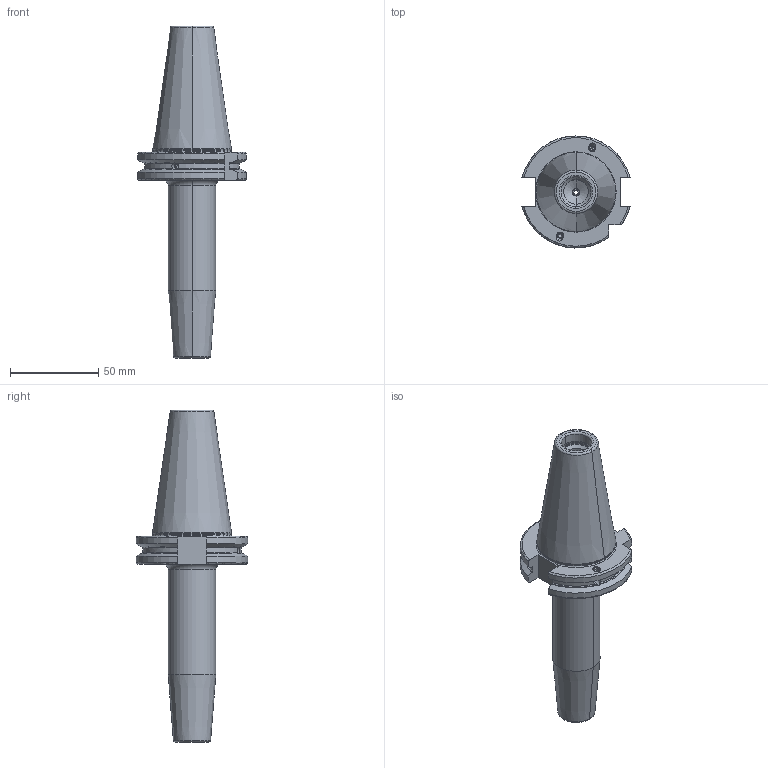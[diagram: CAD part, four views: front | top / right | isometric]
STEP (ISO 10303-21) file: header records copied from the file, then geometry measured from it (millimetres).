
FILE_DESCRIPTION((''),'2;1');
FILE_NAME('403_70_06_1','2020-08-25T',('104091'),(''),'CREO PARAMETRIC BY PTC INC, 2016260','CREO PARAMETRIC BY PTC INC, 2016260','');
FILE_SCHEMA(('CONFIG_CONTROL_DESIGN'));
Length unit declared in the file: millimetre
Products named in the file (1): 403_70_06_1
Bounding box: 61.48 x 63.54 x 188.4 mm (x, y, z)
Volume: 144308.6 mm3; surface area: 31760.7 mm2
Topology: 1 solids, 1 shells, 186 faces, 460 edges, 283 vertices
Faces by surface type: plane 57, cylinder 49, cone 46, torus 34
Entity records: 6102 total; most frequent: CARTESIAN_POINT 1671, DIRECTION 934, ORIENTED_EDGE 916, EDGE_CURVE 458, AXIS2_PLACEMENT_3D 372, VERTEX_POINT 283, EDGE_LOOP 201, VECTOR 190
